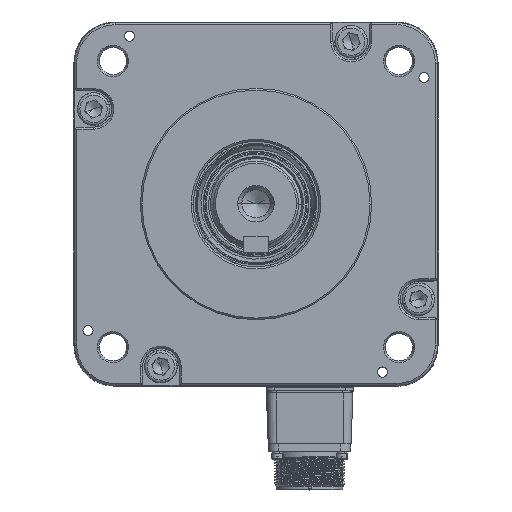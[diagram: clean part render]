
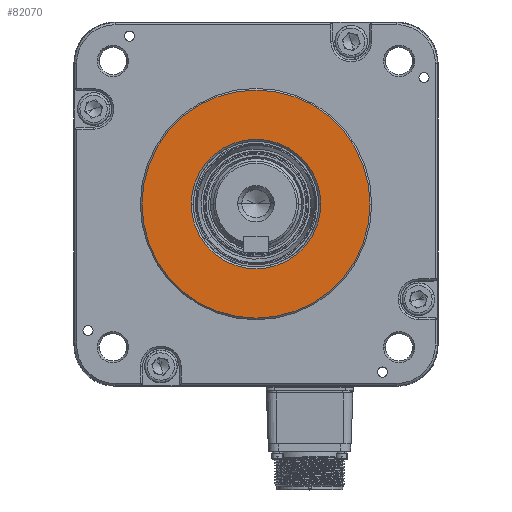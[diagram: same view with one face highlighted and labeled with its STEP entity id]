
A CAD part, top view. The second image highlights one B-rep face of the part: STEP entity #82070.
In plain terms, the highlighted planar face has unit normal (0, 0, 1).
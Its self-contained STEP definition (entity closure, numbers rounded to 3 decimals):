
#4121 = AXIS2_PLACEMENT_3D ( 'NONE', #129056, #152332, #31445 ) ;
#4474 = CARTESIAN_POINT ( 'NONE',  ( 56.35, 0., 96.2 ) ) ;
#16984 = AXIS2_PLACEMENT_3D ( 'NONE', #56118, #156344, #154788 ) ;
#24438 = VERTEX_POINT ( 'NONE', #112016 ) ;
#31445 = DIRECTION ( 'NONE',  ( 1., 0., 0. ) ) ;
#31964 = CARTESIAN_POINT ( 'NONE',  ( -56.35, 0., 96.2 ) ) ;
#34915 = AXIS2_PLACEMENT_3D ( 'NONE', #136364, #111982, #48511 ) ;
#37633 = EDGE_LOOP ( 'NONE', ( #69232, #44432 ) ) ;
#38715 = FACE_BOUND ( 'NONE', #105118, .T. ) ;
#40073 = EDGE_CURVE ( 'NONE', #157869, #24438, #82083, .T. ) ;
#43026 = ORIENTED_EDGE ( 'NONE', *, *, #40073, .T. ) ;
#44432 = ORIENTED_EDGE ( 'NONE', *, *, #85157, .T. ) ;
#48511 = DIRECTION ( 'NONE',  ( 1., 0., 0. ) ) ;
#49151 = CIRCLE ( 'NONE', #16984, 32. ) ;
#55370 = AXIS2_PLACEMENT_3D ( 'NONE', #98901, #123623, #136066 ) ;
#56118 = CARTESIAN_POINT ( 'NONE',  ( 0., 0., 96.2 ) ) ;
#64807 = DIRECTION ( 'NONE',  ( 1., 0., 0. ) ) ;
#66654 = CIRCLE ( 'NONE', #55370, 56.35 ) ;
#69232 = ORIENTED_EDGE ( 'NONE', *, *, #91955, .T. ) ;
#75406 = FACE_OUTER_BOUND ( 'NONE', #37633, .T. ) ;
#82070 = ADVANCED_FACE ( 'NONE', ( #75406, #38715 ), #116592, .F. ) ;
#82083 = CIRCLE ( 'NONE', #34915, 32. ) ;
#85157 = EDGE_CURVE ( 'NONE', #102392, #85319, #66654, .T. ) ;
#85319 = VERTEX_POINT ( 'NONE', #4474 ) ;
#91955 = EDGE_CURVE ( 'NONE', #85319, #102392, #103304, .T. ) ;
#92572 = ORIENTED_EDGE ( 'NONE', *, *, #141435, .T. ) ;
#98901 = CARTESIAN_POINT ( 'NONE',  ( 0., 0., 96.2 ) ) ;
#102392 = VERTEX_POINT ( 'NONE', #31964 ) ;
#103304 = CIRCLE ( 'NONE', #150590, 56.35 ) ;
#105118 = EDGE_LOOP ( 'NONE', ( #92572, #43026 ) ) ;
#111982 = DIRECTION ( 'NONE',  ( 0., 0., -1. ) ) ;
#112016 = CARTESIAN_POINT ( 'NONE',  ( -32., 0., 96.2 ) ) ;
#116592 = PLANE ( 'NONE',  #4121 ) ;
#123623 = DIRECTION ( 'NONE',  ( 0., 0., 1. ) ) ;
#129056 = CARTESIAN_POINT ( 'NONE',  ( 0., -57.15, 96.2 ) ) ;
#136066 = DIRECTION ( 'NONE',  ( 1., 0., 0. ) ) ;
#136364 = CARTESIAN_POINT ( 'NONE',  ( 0., 0., 96.2 ) ) ;
#138681 = CARTESIAN_POINT ( 'NONE',  ( 0., 0., 96.2 ) ) ;
#140484 = CARTESIAN_POINT ( 'NONE',  ( 32., 0., 96.2 ) ) ;
#141435 = EDGE_CURVE ( 'NONE', #24438, #157869, #49151, .T. ) ;
#150590 = AXIS2_PLACEMENT_3D ( 'NONE', #138681, #152150, #64807 ) ;
#152150 = DIRECTION ( 'NONE',  ( 0., 0., 1. ) ) ;
#152332 = DIRECTION ( 'NONE',  ( 0., 0., -1. ) ) ;
#154788 = DIRECTION ( 'NONE',  ( 1., 0., 0. ) ) ;
#156344 = DIRECTION ( 'NONE',  ( 0., 0., -1. ) ) ;
#157869 = VERTEX_POINT ( 'NONE', #140484 ) ;
